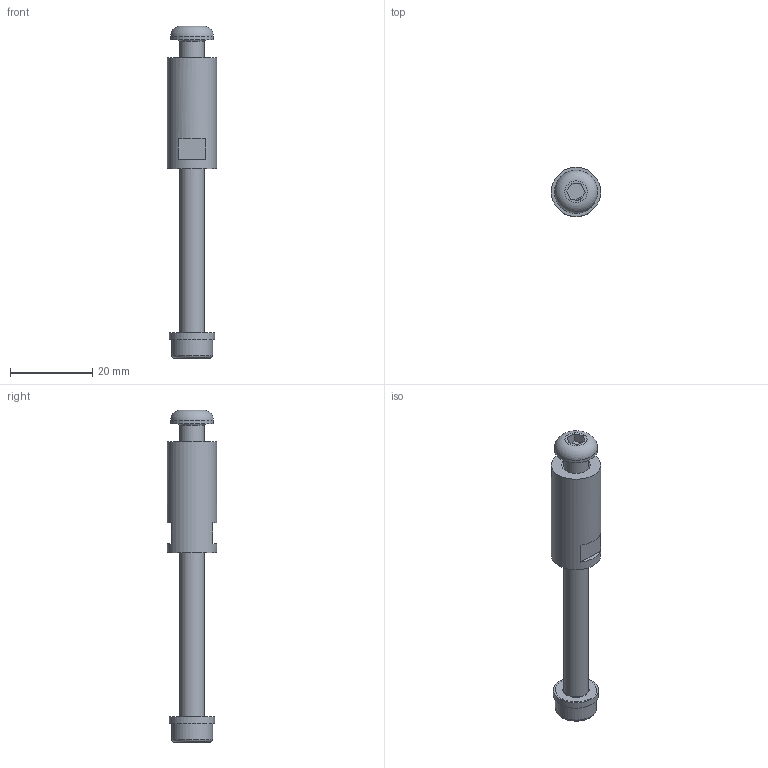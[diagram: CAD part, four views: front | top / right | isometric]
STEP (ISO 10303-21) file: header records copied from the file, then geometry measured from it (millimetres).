
FILE_DESCRIPTION(/* description */ ('-'),/* implementation_level */ '2;1');
FILE_NAME(/* name */ '7f76b96d-2927-4053-94fd-495b501c5776.stp',/* time_stamp */ '2021-07-08T11:35:14+02:00',/* author */ ('-'),/* organization */ ('Carl Stahl'),/* preprocessor_version */ 'ST-DEVELOPER v18',/* originating_system */ 'Autodesk Inventor 2020',/* authorisation */ '-');
FILE_SCHEMA (('AUTOMOTIVE_DESIGN { 1 0 10303 214 3 1 1 }'));
Length unit declared in the file: millimetre
Products named in the file (6): CX3-32027-EFx; CX3-32027; CX3-32027_1; ISO 7380-1 - M6 x 16; ISO 7092 - ST 6 - 140 HV; DIN 912 - M6 x 50
Assembly tree (5 placements, depth 3):
  CX3-32027-EFx
    CX3-32027
      CX3-32027_1
      ISO 7380-1 - M6 x 16
    ISO 7092 - ST 6 - 140 HV
    DIN 912 - M6 x 50
Bounding box: 12 x 12 x 80.8 mm (x, y, z)
Volume: 5028 mm3; surface area: 3743.6 mm2
Topology: 4 solids, 4 shells, 45 faces, 110 edges, 77 vertices
Faces by surface type: plane 28, cylinder 8, cone 5, torus 4
Full cylindrical faces by diameter (mm): 5 x1, 6 x2, 6.4 x1, 10 x1, 10.5 x1, 11 x1, 12 x1
Entity records: 1579 total; most frequent: CARTESIAN_POINT 269, DIRECTION 255, ORIENTED_EDGE 216, EDGE_CURVE 108, AXIS2_PLACEMENT_3D 105, VERTEX_POINT 77, EDGE_LOOP 55, CIRCLE 49
